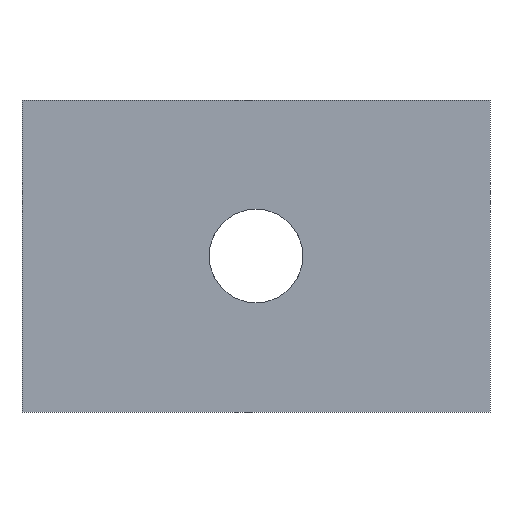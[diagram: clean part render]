
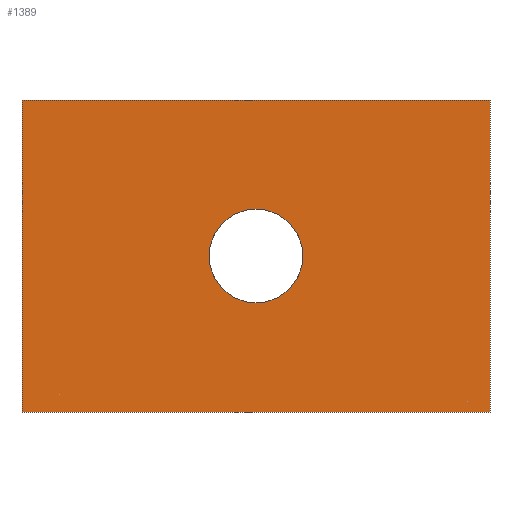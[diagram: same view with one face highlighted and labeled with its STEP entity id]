
A CAD part, front view. The second image highlights one B-rep face of the part: STEP entity #1389.
In plain terms, the highlighted planar face has unit normal (0, -1, 0).
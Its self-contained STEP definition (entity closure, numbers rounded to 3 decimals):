
#18 = DIRECTION ( 'NONE',  ( 0., 0., -1. ) ) ;
#23 = CARTESIAN_POINT ( 'NONE',  ( 0., 0., 100. ) ) ;
#69 = CARTESIAN_POINT ( 'NONE',  ( 75., 0., 50. ) ) ;
#132 = VECTOR ( 'NONE', #1176, 1000. ) ;
#135 = EDGE_CURVE ( 'NONE', #1243, #1314, #143, .T. ) ;
#143 = CIRCLE ( 'NONE', #163, 15. ) ;
#163 = AXIS2_PLACEMENT_3D ( 'NONE', #228, #495, #1252 ) ;
#186 = DIRECTION ( 'NONE',  ( 0., 1., 0. ) ) ;
#195 = CARTESIAN_POINT ( 'NONE',  ( 75., 0., 35. ) ) ;
#228 = CARTESIAN_POINT ( 'NONE',  ( 75., 0., 50. ) ) ;
#338 = LINE ( 'NONE', #23, #1495 ) ;
#345 = DIRECTION ( 'NONE',  ( 0., 0., -1. ) ) ;
#434 = CARTESIAN_POINT ( 'NONE',  ( 0., 0., 0. ) ) ;
#481 = VECTOR ( 'NONE', #345, 1000. ) ;
#495 = DIRECTION ( 'NONE',  ( 0., 1., 0. ) ) ;
#513 = VERTEX_POINT ( 'NONE', #898 ) ;
#534 = PLANE ( 'NONE',  #635 ) ;
#541 = CARTESIAN_POINT ( 'NONE',  ( 75., 0., 65. ) ) ;
#543 = FACE_BOUND ( 'NONE', #1506, .T. ) ;
#601 = ORIENTED_EDGE ( 'NONE', *, *, #1437, .T. ) ;
#614 = EDGE_CURVE ( 'NONE', #1485, #513, #1083, .T. ) ;
#620 = ORIENTED_EDGE ( 'NONE', *, *, #1448, .F. ) ;
#635 = AXIS2_PLACEMENT_3D ( 'NONE', #822, #186, #1189 ) ;
#688 = ORIENTED_EDGE ( 'NONE', *, *, #135, .T. ) ;
#788 = LINE ( 'NONE', #1329, #481 ) ;
#822 = CARTESIAN_POINT ( 'NONE',  ( 0., 0., 100. ) ) ;
#834 = VECTOR ( 'NONE', #1630, 1000. ) ;
#855 = AXIS2_PLACEMENT_3D ( 'NONE', #69, #1618, #951 ) ;
#890 = LINE ( 'NONE', #1467, #132 ) ;
#898 = CARTESIAN_POINT ( 'NONE',  ( 150., 0., 0. ) ) ;
#899 = ORIENTED_EDGE ( 'NONE', *, *, #1579, .T. ) ;
#951 = DIRECTION ( 'NONE',  ( 0., 0., 1. ) ) ;
#974 = VERTEX_POINT ( 'NONE', #1646 ) ;
#1055 = CARTESIAN_POINT ( 'NONE',  ( 0., 0., 100. ) ) ;
#1083 = LINE ( 'NONE', #1217, #834 ) ;
#1097 = CIRCLE ( 'NONE', #855, 15. ) ;
#1176 = DIRECTION ( 'NONE',  ( 1., 0., 0. ) ) ;
#1180 = ORIENTED_EDGE ( 'NONE', *, *, #1631, .F. ) ;
#1189 = DIRECTION ( 'NONE',  ( 0., 0., 1. ) ) ;
#1217 = CARTESIAN_POINT ( 'NONE',  ( 0., 0., 0. ) ) ;
#1243 = VERTEX_POINT ( 'NONE', #195 ) ;
#1252 = DIRECTION ( 'NONE',  ( 0., 0., 1. ) ) ;
#1314 = VERTEX_POINT ( 'NONE', #541 ) ;
#1329 = CARTESIAN_POINT ( 'NONE',  ( 150., 0., 100. ) ) ;
#1389 = ADVANCED_FACE ( 'NONE', ( #543, #1404 ), #534, .F. ) ;
#1404 = FACE_OUTER_BOUND ( 'NONE', #1422, .T. ) ;
#1422 = EDGE_LOOP ( 'NONE', ( #1577, #1180, #620, #601 ) ) ;
#1437 = EDGE_CURVE ( 'NONE', #1511, #1485, #338, .T. ) ;
#1448 = EDGE_CURVE ( 'NONE', #1511, #974, #890, .T. ) ;
#1467 = CARTESIAN_POINT ( 'NONE',  ( 0., 0., 100. ) ) ;
#1485 = VERTEX_POINT ( 'NONE', #434 ) ;
#1495 = VECTOR ( 'NONE', #18, 1000. ) ;
#1506 = EDGE_LOOP ( 'NONE', ( #899, #688 ) ) ;
#1511 = VERTEX_POINT ( 'NONE', #1055 ) ;
#1577 = ORIENTED_EDGE ( 'NONE', *, *, #614, .T. ) ;
#1579 = EDGE_CURVE ( 'NONE', #1314, #1243, #1097, .T. ) ;
#1618 = DIRECTION ( 'NONE',  ( 0., 1., 0. ) ) ;
#1630 = DIRECTION ( 'NONE',  ( 1., 0., 0. ) ) ;
#1631 = EDGE_CURVE ( 'NONE', #974, #513, #788, .T. ) ;
#1646 = CARTESIAN_POINT ( 'NONE',  ( 150., 0., 100. ) ) ;
